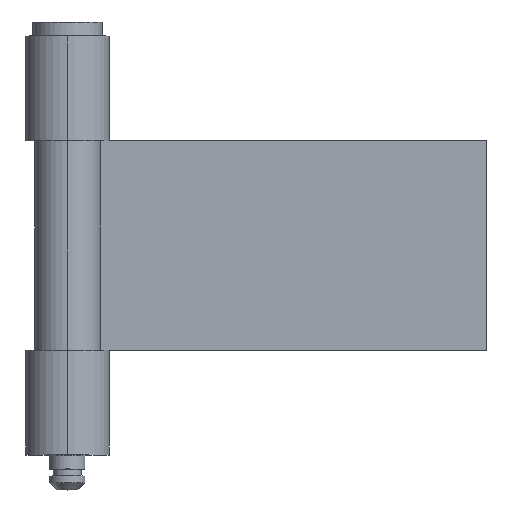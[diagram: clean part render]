
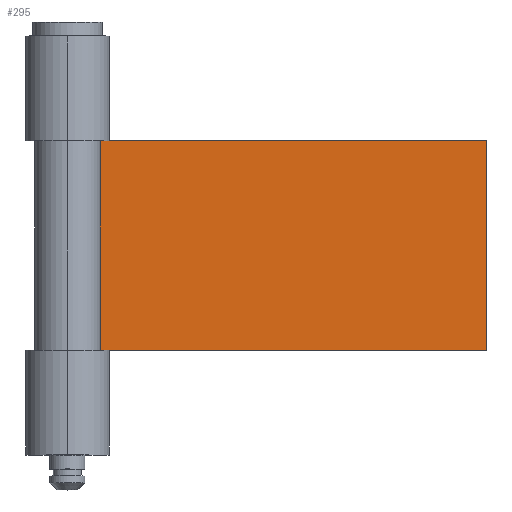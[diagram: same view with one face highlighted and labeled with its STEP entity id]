
A CAD part, top view. The second image highlights one B-rep face of the part: STEP entity #295.
In plain terms, the highlighted planar face has unit normal (0, 0, 1).
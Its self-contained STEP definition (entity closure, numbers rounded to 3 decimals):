
#52 = EDGE_CURVE ( 'NONE', #69, #59, #394, .T. ) ;
#59 = VERTEX_POINT ( 'NONE', #442 ) ;
#69 = VERTEX_POINT ( 'NONE', #435 ) ;
#121 = EDGE_CURVE ( 'NONE', #59, #139, #539, .T. ) ;
#135 = VERTEX_POINT ( 'NONE', #516 ) ;
#139 = VERTEX_POINT ( 'NONE', #511 ) ;
#141 = EDGE_CURVE ( 'NONE', #69, #135, #573, .T. ) ;
#287 = ORIENTED_EDGE ( 'NONE', *, *, #52, .T. ) ;
#291 = ORIENTED_EDGE ( 'NONE', *, *, #121, .T. ) ;
#292 = ORIENTED_EDGE ( 'NONE', *, *, #293, .F. ) ;
#293 = EDGE_CURVE ( 'NONE', #135, #139, #768, .T. ) ;
#294 = ORIENTED_EDGE ( 'NONE', *, *, #141, .F. ) ;
#295 = ADVANCED_FACE ( 'NONE', ( #830 ), #829, .F. ) ;
#296 = EDGE_LOOP ( 'NONE', ( #291, #292, #294, #287 ) ) ;
#391 = DIRECTION ( 'NONE',  ( 0., -1., 0. ) ) ;
#392 = VECTOR ( 'NONE', #391, 1000. ) ;
#393 = CARTESIAN_POINT ( 'NONE',  ( 4.699, 30., -0.1 ) ) ;
#394 = LINE ( 'NONE', #393, #392 ) ;
#435 = CARTESIAN_POINT ( 'NONE',  ( 4.699, 30., -0.1 ) ) ;
#442 = CARTESIAN_POINT ( 'NONE',  ( 4.699, 0., -0.1 ) ) ;
#511 = CARTESIAN_POINT ( 'NONE',  ( 60., 0., -0.1 ) ) ;
#516 = CARTESIAN_POINT ( 'NONE',  ( 60., 30., -0.1 ) ) ;
#536 = DIRECTION ( 'NONE',  ( 1., 0., 0. ) ) ;
#537 = VECTOR ( 'NONE', #536, 1000. ) ;
#538 = CARTESIAN_POINT ( 'NONE',  ( 4.699, 0., -0.1 ) ) ;
#539 = LINE ( 'NONE', #538, #537 ) ;
#570 = DIRECTION ( 'NONE',  ( 1., 0., 0. ) ) ;
#571 = VECTOR ( 'NONE', #570, 1000. ) ;
#572 = CARTESIAN_POINT ( 'NONE',  ( 4.699, 30., -0.1 ) ) ;
#573 = LINE ( 'NONE', #572, #571 ) ;
#766 = VECTOR ( 'NONE', #831, 1000. ) ;
#767 = CARTESIAN_POINT ( 'NONE',  ( 60., 30., -0.1 ) ) ;
#768 = LINE ( 'NONE', #767, #766 ) ;
#825 = DIRECTION ( 'NONE',  ( -1., 0., 0. ) ) ;
#826 = DIRECTION ( 'NONE',  ( 0., 0., -1. ) ) ;
#827 = CARTESIAN_POINT ( 'NONE',  ( 4.699, 30., -0.1 ) ) ;
#828 = AXIS2_PLACEMENT_3D ( 'NONE', #827, #826, #825 ) ;
#829 = PLANE ( 'NONE',  #828 ) ;
#830 = FACE_OUTER_BOUND ( 'NONE', #296, .T. ) ;
#831 = DIRECTION ( 'NONE',  ( 0., -1., 0. ) ) ;
